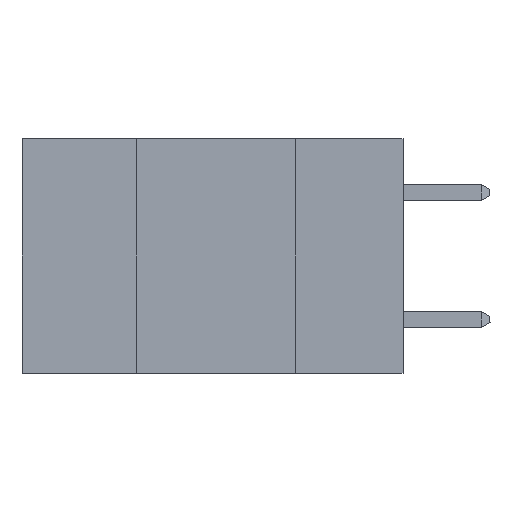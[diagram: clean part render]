
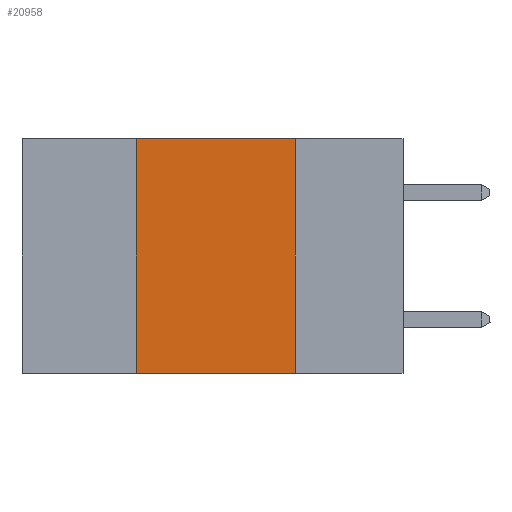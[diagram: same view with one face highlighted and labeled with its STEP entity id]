
A CAD part, left-side view. The second image highlights one B-rep face of the part: STEP entity #20958.
In plain terms, the highlighted planar face has unit normal (-1, 0, 0).
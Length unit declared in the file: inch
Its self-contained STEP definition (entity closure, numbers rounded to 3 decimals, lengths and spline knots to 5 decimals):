
#22 = LINE ( 'NONE', #13029, #16414 ) ;
#466 = EDGE_CURVE ( 'NONE', #30531, #38682, #8509, .T. ) ;
#528 = EDGE_CURVE ( 'NONE', #30531, #36621, #5425, .T. ) ;
#1434 = LINE ( 'NONE', #28533, #36102 ) ;
#1582 = CARTESIAN_POINT ( 'NONE',  ( 0., 0.17, 0. ) ) ;
#3226 = EDGE_CURVE ( 'NONE', #17529, #36621, #22, .T. ) ;
#3657 = AXIS2_PLACEMENT_3D ( 'NONE', #14057, #4458, #27364 ) ;
#4458 = DIRECTION ( 'NONE',  ( 1., 0., 0. ) ) ;
#5425 = LINE ( 'NONE', #38398, #21819 ) ;
#5459 = EDGE_CURVE ( 'NONE', #38682, #17529, #1434, .T. ) ;
#7968 = CARTESIAN_POINT ( 'NONE',  ( 0., 0.42, -0.37 ) ) ;
#8509 = LINE ( 'NONE', #38119, #23879 ) ;
#8918 = DIRECTION ( 'NONE',  ( 0., -1., 0. ) ) ;
#9350 = CARTESIAN_POINT ( 'NONE',  ( 0., 0.17, -0.37 ) ) ;
#10303 = FACE_OUTER_BOUND ( 'NONE', #29535, .T. ) ;
#13029 = CARTESIAN_POINT ( 'NONE',  ( 0., 0.17, 0. ) ) ;
#14057 = CARTESIAN_POINT ( 'NONE',  ( 0., 0.6, 0. ) ) ;
#16331 = DIRECTION ( 'NONE',  ( 0., 0., -1. ) ) ;
#16414 = VECTOR ( 'NONE', #16331, 39.37008 ) ;
#17366 = PLANE ( 'NONE',  #3657 ) ;
#17529 = VERTEX_POINT ( 'NONE', #1582 ) ;
#20958 = ADVANCED_FACE ( 'NONE', ( #10303 ), #17366, .F. ) ;
#21819 = VECTOR ( 'NONE', #41646, 39.37008 ) ;
#23879 = VECTOR ( 'NONE', #28472, 39.37008 ) ;
#24101 = ORIENTED_EDGE ( 'NONE', *, *, #3226, .F. ) ;
#27173 = ORIENTED_EDGE ( 'NONE', *, *, #466, .F. ) ;
#27364 = DIRECTION ( 'NONE',  ( 0., 0., -1. ) ) ;
#28472 = DIRECTION ( 'NONE',  ( 0., 0., 1. ) ) ;
#28533 = CARTESIAN_POINT ( 'NONE',  ( 0., 0.6, 0. ) ) ;
#28954 = CARTESIAN_POINT ( 'NONE',  ( 0., 0.42, 0. ) ) ;
#29535 = EDGE_LOOP ( 'NONE', ( #24101, #32726, #27173, #40771 ) ) ;
#30531 = VERTEX_POINT ( 'NONE', #7968 ) ;
#32726 = ORIENTED_EDGE ( 'NONE', *, *, #5459, .F. ) ;
#36102 = VECTOR ( 'NONE', #8918, 39.37008 ) ;
#36621 = VERTEX_POINT ( 'NONE', #9350 ) ;
#38119 = CARTESIAN_POINT ( 'NONE',  ( 0., 0.42, 0. ) ) ;
#38398 = CARTESIAN_POINT ( 'NONE',  ( 0., 0.6, -0.37 ) ) ;
#38682 = VERTEX_POINT ( 'NONE', #28954 ) ;
#40771 = ORIENTED_EDGE ( 'NONE', *, *, #528, .T. ) ;
#41646 = DIRECTION ( 'NONE',  ( 0., -1., 0. ) ) ;
